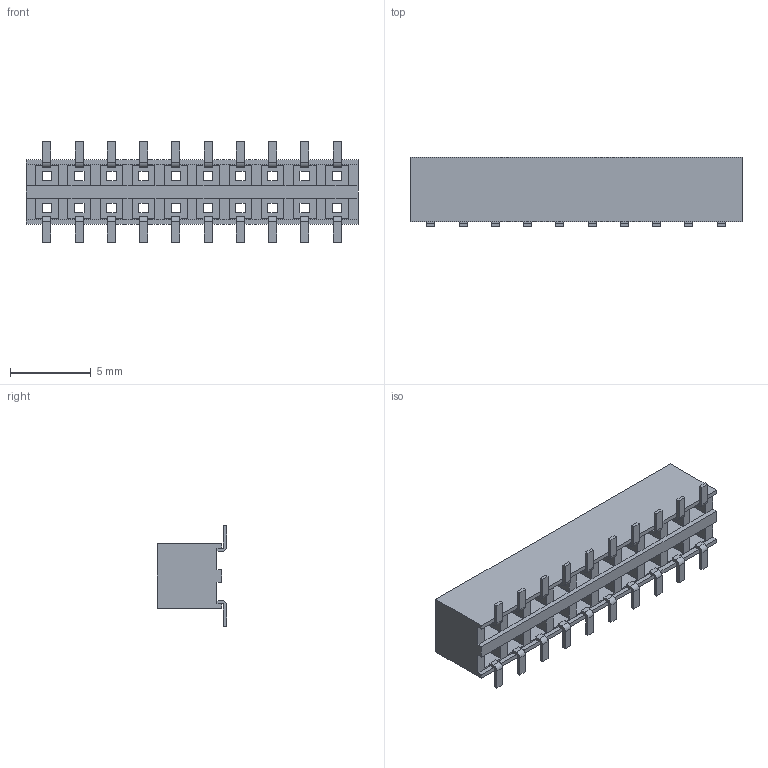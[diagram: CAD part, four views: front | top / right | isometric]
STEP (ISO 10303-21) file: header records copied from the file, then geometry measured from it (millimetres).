
FILE_DESCRIPTION(/* description */ ('STEP AP214'),/* implementation_level */ '2;1');
FILE_NAME(/* name */ 'BF100-20-A-C-0-0625-N-C',/* time_stamp */ '2023-02-13T16:24:15+01:00',/* author */ ('License CC BY-ND 4.0'),/* organization */ ('CADENAS'),/* preprocessor_version */ 'ST-DEVELOPER v18.102',/* originating_system */ 'PARTsolutions',/* authorisation */ ' ');
FILE_SCHEMA (('AUTOMOTIVE_DESIGN {1 0 10303 214 3 1 1}'));
Length unit declared in the file: millimetre
Products named in the file (3): BF100-20-A-C-0-0625-N-C; BF100-20-A-C-0-0625-N-C_P; BF100-20-A-C-0-0625-N-C_H
Assembly tree (21 placements, depth 2):
  BF100-20-A-C-0-0625-N-C
    BF100-20-A-C-0-0625-N-C_P  x20
    BF100-20-A-C-0-0625-N-C_H
Bounding box: 20.6 x 4.3 x 6.25 mm (x, y, z)
Volume: 198.3 mm3; surface area: 790.2 mm2
Topology: 21 solids, 21 shells, 474 faces, 1176 edges, 744 vertices
Faces by surface type: plane 454, cylinder 20
Entity records: 9141 total; most frequent: CARTESIAN_POINT 1580, ORIENTED_EDGE 1554, DIRECTION 1429, EDGE_CURVE 777, LINE 775, VECTOR 775, VERTEX_POINT 478, EDGE_LOOP 343
